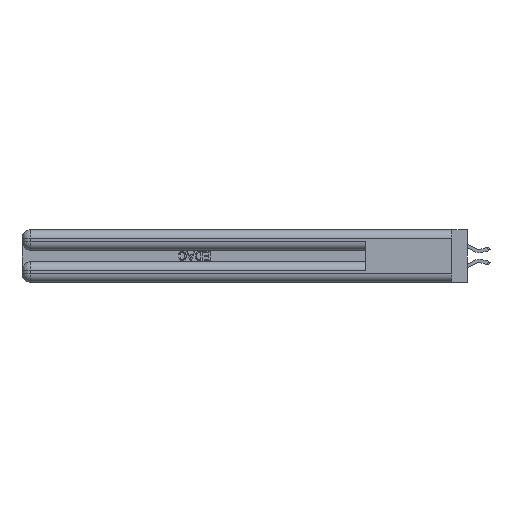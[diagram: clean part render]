
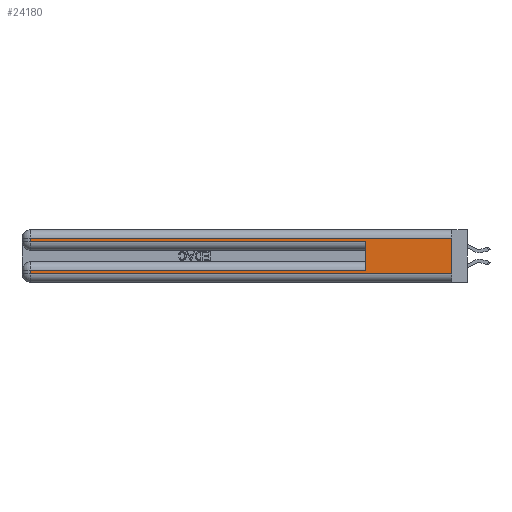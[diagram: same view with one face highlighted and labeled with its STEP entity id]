
A CAD part, left-side view. The second image highlights one B-rep face of the part: STEP entity #24180.
In plain terms, the highlighted planar face has unit normal (-1, 0, 0).
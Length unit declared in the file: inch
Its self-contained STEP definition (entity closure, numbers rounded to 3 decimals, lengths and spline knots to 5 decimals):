
#1456 = ORIENTED_EDGE ( 'NONE', *, *, #34777, .T. ) ;
#1676 = CARTESIAN_POINT ( 'NONE',  ( 0., 2.94, 0.285 ) ) ;
#3893 = ORIENTED_EDGE ( 'NONE', *, *, #5035, .T. ) ;
#4018 = CARTESIAN_POINT ( 'NONE',  ( 0., 0., 0.37 ) ) ;
#5035 = EDGE_CURVE ( 'NONE', #31055, #35791, #35621, .T. ) ;
#5447 = VERTEX_POINT ( 'NONE', #27936 ) ;
#5757 = AXIS2_PLACEMENT_3D ( 'NONE', #16928, #43331, #20780 ) ;
#7284 = VECTOR ( 'NONE', #17913, 39.37008 ) ;
#8484 = LINE ( 'NONE', #40575, #7284 ) ;
#8764 = EDGE_CURVE ( 'NONE', #5447, #15185, #44263, .T. ) ;
#8919 = CARTESIAN_POINT ( 'NONE',  ( 0., 2.94, 0.06 ) ) ;
#9263 = CARTESIAN_POINT ( 'NONE',  ( 0., 2.94, 0.37 ) ) ;
#9310 = PLANE ( 'NONE',  #5757 ) ;
#9406 = VECTOR ( 'NONE', #41884, 39.37008 ) ;
#10040 = LINE ( 'NONE', #10486, #40230 ) ;
#10486 = CARTESIAN_POINT ( 'NONE',  ( 0., 0.6, 0.145 ) ) ;
#11114 = CARTESIAN_POINT ( 'NONE',  ( 0., 0.6, 0.085 ) ) ;
#11594 = LINE ( 'NONE', #29348, #37069 ) ;
#13071 = DIRECTION ( 'NONE',  ( 0., 0., -1. ) ) ;
#14295 = DIRECTION ( 'NONE',  ( 0., 0., 1. ) ) ;
#14569 = CARTESIAN_POINT ( 'NONE',  ( 0., 0., 0.06 ) ) ;
#14844 = VERTEX_POINT ( 'NONE', #11114 ) ;
#15185 = VERTEX_POINT ( 'NONE', #8919 ) ;
#15310 = VECTOR ( 'NONE', #45011, 39.37008 ) ;
#16548 = VECTOR ( 'NONE', #40111, 39.37008 ) ;
#16662 = VECTOR ( 'NONE', #39997, 39.37008 ) ;
#16928 = CARTESIAN_POINT ( 'NONE',  ( 0., 0., 0.37 ) ) ;
#17913 = DIRECTION ( 'NONE',  ( 0., 1., 0. ) ) ;
#19541 = LINE ( 'NONE', #4018, #9406 ) ;
#19603 = CARTESIAN_POINT ( 'NONE',  ( 0., 0., 0.31 ) ) ;
#20112 = EDGE_CURVE ( 'NONE', #23057, #40574, #11594, .T. ) ;
#20140 = ORIENTED_EDGE ( 'NONE', *, *, #41921, .F. ) ;
#20780 = DIRECTION ( 'NONE',  ( 0., 0., -1. ) ) ;
#21310 = CARTESIAN_POINT ( 'NONE',  ( 0., 0., 0.06 ) ) ;
#21477 = ORIENTED_EDGE ( 'NONE', *, *, #20112, .T. ) ;
#22477 = CARTESIAN_POINT ( 'NONE',  ( 0., 2.94, 0.37 ) ) ;
#23057 = VERTEX_POINT ( 'NONE', #19603 ) ;
#23367 = VERTEX_POINT ( 'NONE', #14569 ) ;
#24180 = ADVANCED_FACE ( 'NONE', ( #31565 ), #9310, .F. ) ;
#26555 = EDGE_CURVE ( 'NONE', #40574, #31055, #47809, .T. ) ;
#26672 = LINE ( 'NONE', #21310, #16548 ) ;
#27835 = VECTOR ( 'NONE', #13071, 39.37008 ) ;
#27936 = CARTESIAN_POINT ( 'NONE',  ( 0., 2.94, 0.085 ) ) ;
#28504 = CARTESIAN_POINT ( 'NONE',  ( 0., 2.94, 0.31 ) ) ;
#29348 = CARTESIAN_POINT ( 'NONE',  ( 0., 0., 0.31 ) ) ;
#30469 = EDGE_CURVE ( 'NONE', #15185, #23367, #26672, .T. ) ;
#31055 = VERTEX_POINT ( 'NONE', #1676 ) ;
#31565 = FACE_OUTER_BOUND ( 'NONE', #42815, .T. ) ;
#34777 = EDGE_CURVE ( 'NONE', #14844, #5447, #8484, .T. ) ;
#35241 = ORIENTED_EDGE ( 'NONE', *, *, #30469, .T. ) ;
#35387 = ORIENTED_EDGE ( 'NONE', *, *, #26555, .T. ) ;
#35621 = LINE ( 'NONE', #39662, #16662 ) ;
#35791 = VERTEX_POINT ( 'NONE', #42433 ) ;
#36420 = ORIENTED_EDGE ( 'NONE', *, *, #42120, .F. ) ;
#37069 = VECTOR ( 'NONE', #40571, 39.37008 ) ;
#37454 = ORIENTED_EDGE ( 'NONE', *, *, #8764, .T. ) ;
#39662 = CARTESIAN_POINT ( 'NONE',  ( 0., 0., 0.285 ) ) ;
#39997 = DIRECTION ( 'NONE',  ( 0., -1., 0. ) ) ;
#40111 = DIRECTION ( 'NONE',  ( 0., -1., 0. ) ) ;
#40230 = VECTOR ( 'NONE', #14295, 39.37008 ) ;
#40571 = DIRECTION ( 'NONE',  ( 0., 1., 0. ) ) ;
#40574 = VERTEX_POINT ( 'NONE', #28504 ) ;
#40575 = CARTESIAN_POINT ( 'NONE',  ( 0., 0., 0.085 ) ) ;
#41884 = DIRECTION ( 'NONE',  ( 0., 0., -1. ) ) ;
#41921 = EDGE_CURVE ( 'NONE', #14844, #35791, #10040, .T. ) ;
#42120 = EDGE_CURVE ( 'NONE', #23057, #23367, #19541, .T. ) ;
#42433 = CARTESIAN_POINT ( 'NONE',  ( 0., 0.6, 0.285 ) ) ;
#42815 = EDGE_LOOP ( 'NONE', ( #36420, #21477, #35387, #3893, #20140, #1456, #37454, #35241 ) ) ;
#43331 = DIRECTION ( 'NONE',  ( 1., 0., 0. ) ) ;
#44263 = LINE ( 'NONE', #22477, #15310 ) ;
#45011 = DIRECTION ( 'NONE',  ( 0., 0., -1. ) ) ;
#47809 = LINE ( 'NONE', #9263, #27835 ) ;
